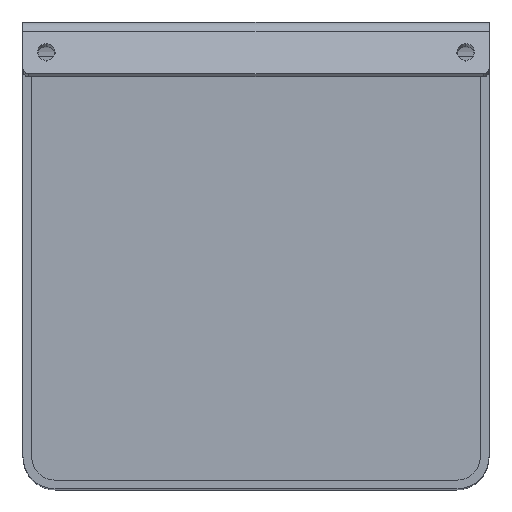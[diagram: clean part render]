
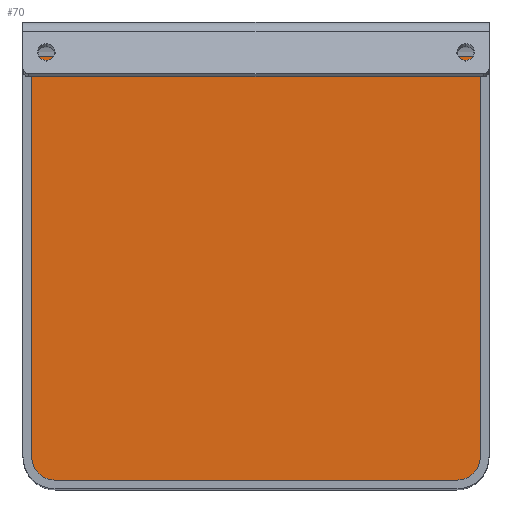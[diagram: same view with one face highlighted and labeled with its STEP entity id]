
A CAD part, top view. The second image highlights one B-rep face of the part: STEP entity #70.
In plain terms, the highlighted planar face has unit normal (0, 0, 1).
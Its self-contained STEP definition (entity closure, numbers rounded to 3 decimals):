
#70=ADVANCED_FACE('',(#123),#124,.F.);
#123=FACE_OUTER_BOUND('',#213,.T.);
#124=PLANE('',#214);
#213=EDGE_LOOP('',(#365,#366,#367,#368,#369,#370));
#214=AXIS2_PLACEMENT_3D('',#371,#372,#373);
#365=ORIENTED_EDGE('',*,*,#691,.T.);
#366=ORIENTED_EDGE('',*,*,#692,.F.);
#367=ORIENTED_EDGE('',*,*,#693,.T.);
#368=ORIENTED_EDGE('',*,*,#679,.F.);
#369=ORIENTED_EDGE('',*,*,#694,.F.);
#370=ORIENTED_EDGE('',*,*,#695,.F.);
#371=CARTESIAN_POINT('',(0.0,0.,-104.5));
#372=DIRECTION('',(0.0,0.,-1.0));
#373=DIRECTION('',(0.0,-1.0,0.));
#679=EDGE_CURVE('',#826,#827,#828,.T.);
#691=EDGE_CURVE('',#846,#847,#848,.F.);
#692=EDGE_CURVE('',#849,#847,#850,.T.);
#693=EDGE_CURVE('',#849,#827,#851,.F.);
#694=EDGE_CURVE('',#852,#826,#853,.T.);
#695=EDGE_CURVE('',#846,#852,#854,.T.);
#826=VERTEX_POINT('',#1042);
#827=VERTEX_POINT('',#1043);
#828=LINE('',#1044,#1045);
#846=VERTEX_POINT('',#1072);
#847=VERTEX_POINT('',#1073);
#848=CIRCLE('',#1074,4.0);
#849=VERTEX_POINT('',#1075);
#850=LINE('',#1076,#1077);
#851=CIRCLE('',#1078,4.0);
#852=VERTEX_POINT('',#1079);
#853=LINE('',#1080,#1081);
#854=LINE('',#1082,#1083);
#1042=CARTESIAN_POINT('',(38.5,-4.0,-104.5));
#1043=CARTESIAN_POINT('',(38.5,-73.0,-104.5));
#1044=CARTESIAN_POINT('',(38.5,0.,-104.5));
#1045=VECTOR('',#1282,1000.0);
#1072=CARTESIAN_POINT('',(-38.5,-73.0,-104.5));
#1073=CARTESIAN_POINT('',(-34.5,-77.0,-104.5));
#1074=AXIS2_PLACEMENT_3D('',#1298,#1299,#1300);
#1075=CARTESIAN_POINT('',(34.5,-77.0,-104.5));
#1076=CARTESIAN_POINT('',(40.0,-77.0,-104.5));
#1077=VECTOR('',#1301,1000.0);
#1078=AXIS2_PLACEMENT_3D('',#1302,#1303,#1304);
#1079=CARTESIAN_POINT('',(-38.5,-4.0,-104.5));
#1080=CARTESIAN_POINT('',(-40.0,-4.0,-104.5));
#1081=VECTOR('',#1305,1000.0);
#1082=CARTESIAN_POINT('',(-38.5,0.,-104.5));
#1083=VECTOR('',#1306,1000.0);
#1282=DIRECTION('',(0.,-1.0,0.));
#1298=CARTESIAN_POINT('',(-34.5,-73.0,-104.5));
#1299=DIRECTION('',(0.0,0.,-1.0));
#1300=DIRECTION('',(0.0,1.0,0.));
#1301=DIRECTION('',(-1.0,0.0,0.0));
#1302=CARTESIAN_POINT('',(34.5,-73.0,-104.5));
#1303=DIRECTION('',(0.0,0.,-1.0));
#1304=DIRECTION('',(0.0,1.0,0.));
#1305=DIRECTION('',(1.0,0.0,0.0));
#1306=DIRECTION('',(0.,1.0,0.));
